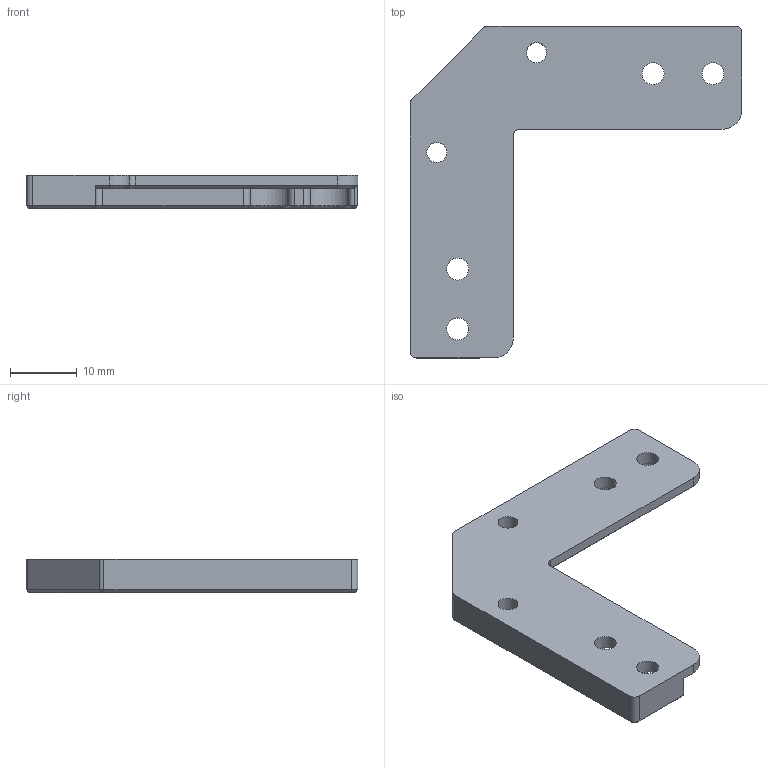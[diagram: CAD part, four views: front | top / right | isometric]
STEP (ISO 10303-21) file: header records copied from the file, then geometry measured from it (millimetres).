
FILE_DESCRIPTION(/* description */ ('','CAx-IF Rec.Pracs.---Representation and Presentation of Product Manufacturing Information (PMI)---4.0---2014-10-13'),/* implementation_level */ '2;1');
FILE_NAME(/* name */ 'Corner Bracket_upper_303015_x4.step',/* time_stamp */ '2025-05-11T23:02:05-07:00',/* author */ (''),/* organization */ (''),/* preprocessor_version */ 'ST-DEVELOPER v20',/* originating_system */ 'Autodesk Translation Framework v13.20.0.188',/* authorisation */ '');
FILE_SCHEMA (('AP242_MANAGED_MODEL_BASED_3D_ENGINEERING_MIM_LF { 1 0 10303 442 1 1 4 }'));
Length unit declared in the file: millimetre
Products named in the file (1): Corner Bracket_lower_x4(Mirror)
Bounding box: 49.85 x 49.85 x 5 mm (x, y, z)
Volume: 4251.6 mm3; surface area: 3683.8 mm2
Topology: 1 solids, 1 shells, 83 faces, 201 edges, 122 vertices
Faces by surface type: plane 33, cylinder 28, cone 22
Full cylindrical faces by diameter (mm): 3 x2, 3.3 x4, 6.08 x2
Entity records: 2469 total; most frequent: DIRECTION 447, CARTESIAN_POINT 407, ORIENTED_EDGE 402, EDGE_CURVE 201, AXIS2_PLACEMENT_3D 162, LINE 123, VECTOR 123, VERTEX_POINT 122
